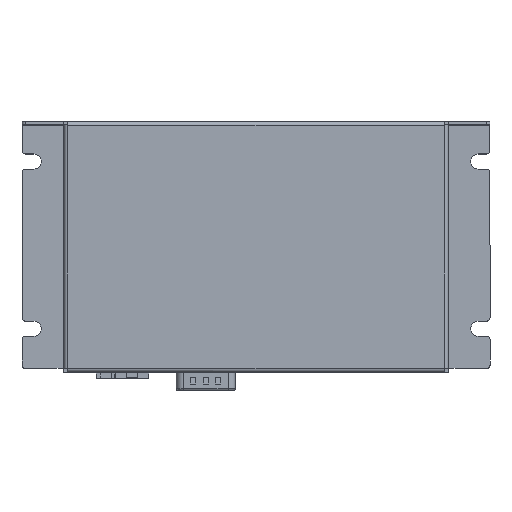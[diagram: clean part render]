
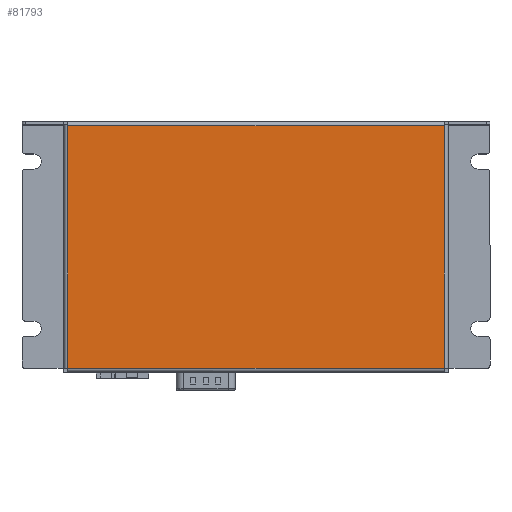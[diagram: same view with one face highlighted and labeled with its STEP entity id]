
A CAD part, top view. The second image highlights one B-rep face of the part: STEP entity #81793.
In plain terms, the highlighted face is planar.
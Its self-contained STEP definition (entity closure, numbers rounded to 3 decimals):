
#6591 = LINE ( 'NONE', #11770, #104749 ) ;
#11770 = CARTESIAN_POINT ( 'NONE',  ( -52.523, 0., -38.345 ) ) ;
#12468 = ORIENTED_EDGE ( 'NONE', *, *, #20446, .T. ) ;
#13841 = VERTEX_POINT ( 'NONE', #96524 ) ;
#16419 = PLANE ( 'NONE',  #45131 ) ;
#20446 = EDGE_CURVE ( 'NONE', #101306, #13841, #114930, .T. ) ;
#24363 = CARTESIAN_POINT ( 'NONE',  ( 60.077, 0., 35.455 ) ) ;
#24711 = LINE ( 'NONE', #54141, #75326 ) ;
#26832 = VECTOR ( 'NONE', #100446, 1000. ) ;
#27709 = EDGE_CURVE ( 'NONE', #83524, #101306, #6591, .T. ) ;
#35531 = DIRECTION ( 'NONE',  ( 0., 0., 1. ) ) ;
#43958 = ORIENTED_EDGE ( 'NONE', *, *, #27709, .T. ) ;
#45131 = AXIS2_PLACEMENT_3D ( 'NONE', #82968, #92547, #35531 ) ;
#49700 = ORIENTED_EDGE ( 'NONE', *, *, #113287, .T. ) ;
#52150 = LINE ( 'NONE', #24363, #26832 ) ;
#54141 = CARTESIAN_POINT ( 'NONE',  ( 60.077, 0., -37.145 ) ) ;
#54184 = DIRECTION ( 'NONE',  ( 1., 0., 0. ) ) ;
#56808 = CARTESIAN_POINT ( 'NONE',  ( 60.077, 0., -37.145 ) ) ;
#58984 = VERTEX_POINT ( 'NONE', #56808 ) ;
#69203 = DIRECTION ( 'NONE',  ( 0., 0., 1. ) ) ;
#75326 = VECTOR ( 'NONE', #120573, 1000. ) ;
#81793 = ADVANCED_FACE ( 'NONE', ( #99745 ), #16419, .T. ) ;
#82495 = CARTESIAN_POINT ( 'NONE',  ( -52.723, 0., 35.455 ) ) ;
#82968 = CARTESIAN_POINT ( 'NONE',  ( 0., 0., 0. ) ) ;
#83344 = CARTESIAN_POINT ( 'NONE',  ( -52.523, 0., -37.145 ) ) ;
#83524 = VERTEX_POINT ( 'NONE', #83344 ) ;
#89715 = VECTOR ( 'NONE', #54184, 1000. ) ;
#89723 = ORIENTED_EDGE ( 'NONE', *, *, #96222, .T. ) ;
#92547 = DIRECTION ( 'NONE',  ( 0., 1., 0. ) ) ;
#96222 = EDGE_CURVE ( 'NONE', #13841, #58984, #52150, .T. ) ;
#96524 = CARTESIAN_POINT ( 'NONE',  ( 60.077, 0., 35.455 ) ) ;
#99745 = FACE_OUTER_BOUND ( 'NONE', #112676, .T. ) ;
#100446 = DIRECTION ( 'NONE',  ( 0., 0., -1. ) ) ;
#101306 = VERTEX_POINT ( 'NONE', #105284 ) ;
#104749 = VECTOR ( 'NONE', #69203, 1000. ) ;
#105284 = CARTESIAN_POINT ( 'NONE',  ( -52.523, 0., 35.455 ) ) ;
#112676 = EDGE_LOOP ( 'NONE', ( #89723, #49700, #43958, #12468 ) ) ;
#113287 = EDGE_CURVE ( 'NONE', #58984, #83524, #24711, .T. ) ;
#114930 = LINE ( 'NONE', #82495, #89715 ) ;
#120573 = DIRECTION ( 'NONE',  ( -1., 0., 0. ) ) ;
